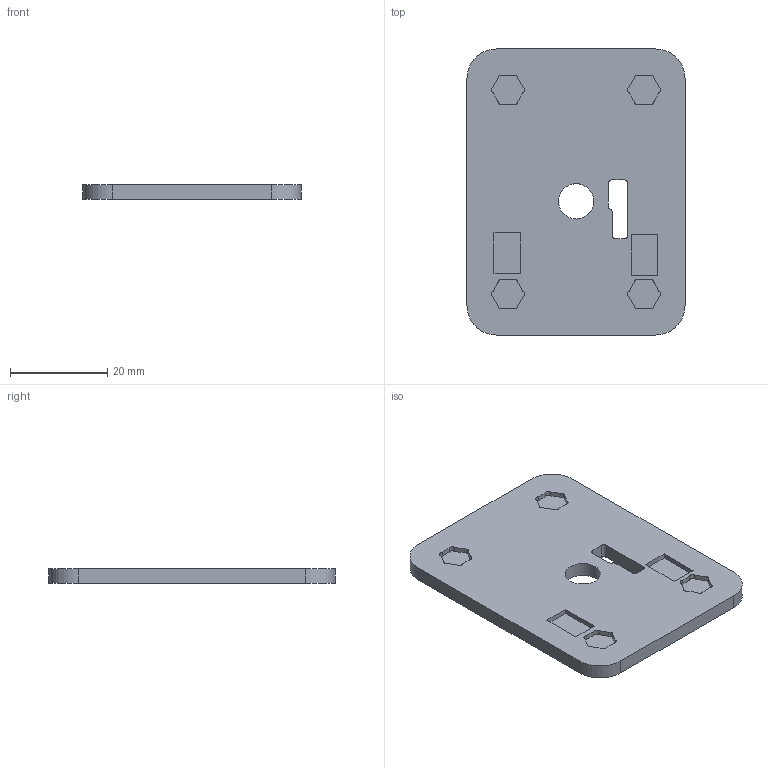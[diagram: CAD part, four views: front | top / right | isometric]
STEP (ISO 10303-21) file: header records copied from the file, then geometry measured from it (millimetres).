
FILE_DESCRIPTION(/* description */ (''),/* implementation_level */ '2;1');
FILE_NAME(/* name */ 'Pithy Dial Faceplate.step',/* time_stamp */ '2021-03-26T22:42:20+00:00',/* author */ (''),/* organization */ (''),/* preprocessor_version */ 'ST-DEVELOPER v18.1',/* originating_system */ 'Autodesk Translation Framework v9.10.0.1330',/* authorisation */ '');
FILE_SCHEMA (('AUTOMOTIVE_DESIGN { 1 0 10303 214 3 1 1 }'));
Length unit declared in the file: millimetre
Products named in the file (1): Pithy Dial Faceplate
Bounding box: 44.76 x 58.73 x 3 mm (x, y, z)
Volume: 7327.7 mm3; surface area: 5915.1 mm2
Topology: 1 solids, 1 shells, 84 faces, 228 edges, 152 vertices
Faces by surface type: plane 49, cylinder 35
Full cylindrical faces by diameter (mm): 7.25 x1
Entity records: 2710 total; most frequent: DIRECTION 468, CARTESIAN_POINT 465, ORIENTED_EDGE 456, EDGE_CURVE 228, LINE 158, VECTOR 158, AXIS2_PLACEMENT_3D 155, VERTEX_POINT 152
